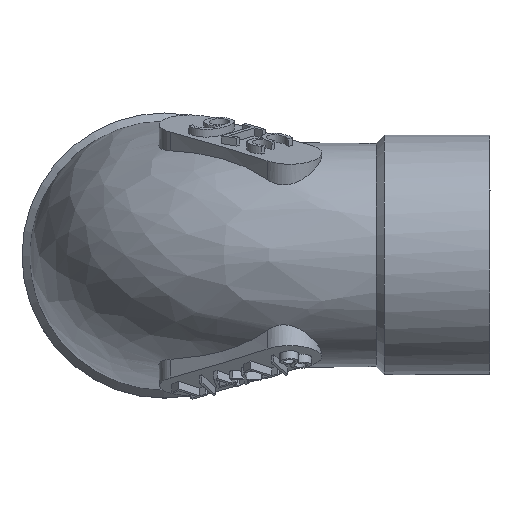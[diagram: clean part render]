
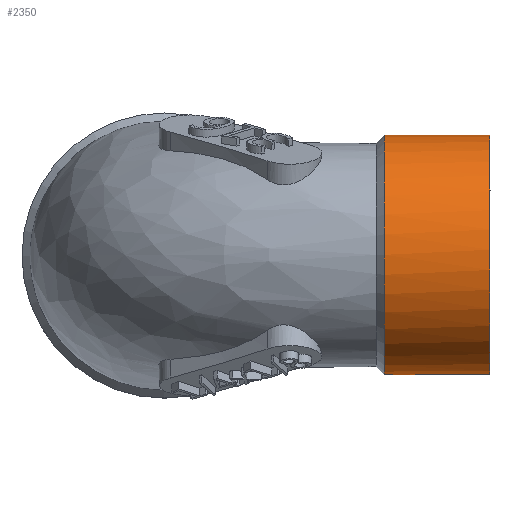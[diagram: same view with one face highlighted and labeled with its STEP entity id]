
A CAD part, top view. The second image highlights one B-rep face of the part: STEP entity #2350.
In plain terms, the highlighted cylindrical face has radius 7.36 mm (diameter 14.72 mm), a full revolution.
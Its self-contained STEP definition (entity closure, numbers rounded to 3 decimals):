
#20=CYLINDRICAL_SURFACE('',#2508,7.36);
#637=CIRCLE('',#2496,7.36);
#641=CIRCLE('',#2506,7.36);
#750=ORIENTED_EDGE('',*,*,#1349,.T.);
#751=ORIENTED_EDGE('',*,*,#1433,.T.);
#1349=EDGE_CURVE('',#1694,#1694,#637,.F.);
#1433=EDGE_CURVE('',#1776,#1776,#641,.T.);
#1694=VERTEX_POINT('',#3267);
#1776=VERTEX_POINT('',#4077);
#2010=EDGE_LOOP('',(#750));
#2011=EDGE_LOOP('',(#751));
#2171=FACE_BOUND('',#2010,.T.);
#2172=FACE_BOUND('',#2011,.T.);
#2350=ADVANCED_FACE('',(#2171,#2172),#20,.T.);
#2496=AXIS2_PLACEMENT_3D('',#3266,#2620,#2621);
#2506=AXIS2_PLACEMENT_3D('',#4076,#2693,#2694);
#2508=AXIS2_PLACEMENT_3D('',#4091,#2697,#2698);
#2620=DIRECTION('',(-1.,0.,0.));
#2621=DIRECTION('',(0.,0.,1.));
#2693=DIRECTION('',(-1.,0.,0.));
#2694=DIRECTION('',(0.,1.,0.));
#2697=DIRECTION('',(1.,0.,0.));
#2698=DIRECTION('',(0.,0.,-1.));
#3266=CARTESIAN_POINT('',(-6.5,0.,22.));
#3267=CARTESIAN_POINT('',(-6.5,0.,29.36));
#4076=CARTESIAN_POINT('',(0.,0.,22.));
#4077=CARTESIAN_POINT('',(0.,7.36,22.));
#4091=CARTESIAN_POINT('',(-7.,0.,22.));
